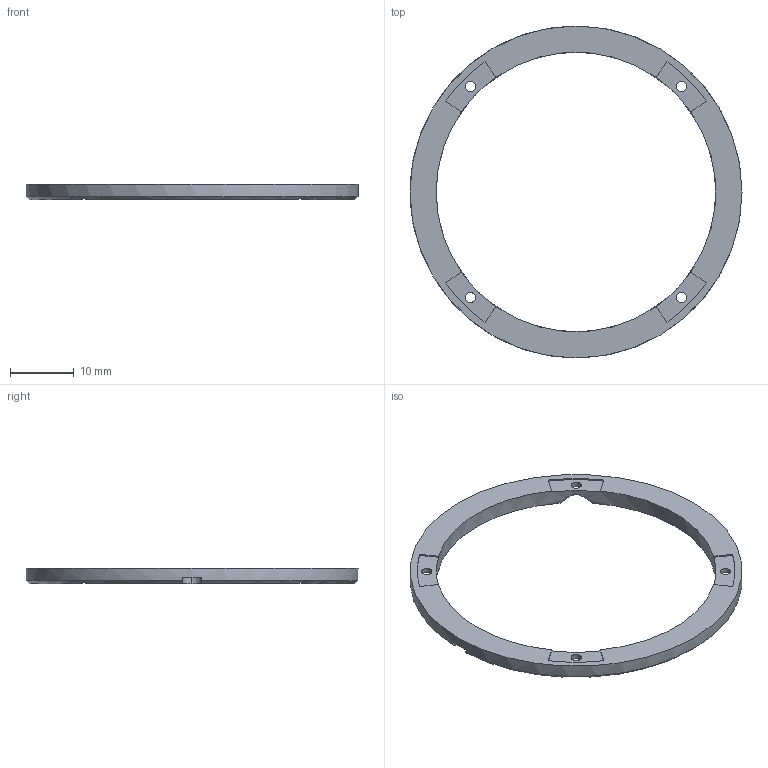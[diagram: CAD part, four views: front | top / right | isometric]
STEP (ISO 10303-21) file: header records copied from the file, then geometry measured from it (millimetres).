
FILE_DESCRIPTION(('HOOPS Exchange Step'),'2;1');
FILE_NAME('temp_export','2023-06-27T15:24:27-04:00',('gmoua'),('Shapr3D Limited'),'HOOPS Exchange 2022.2','Shapr3D','Authorized');
FILE_SCHEMA( ('AUTOMOTIVE_DESIGN { 1 0 10303 214 1 1 1 1 }') );
Length unit declared in the file: millimetre
Products named in the file (1): Leica M Mount Ring
Bounding box: 52 x 52 x 2.5 mm (x, y, z)
Volume: 1401.5 mm3; surface area: 1953.2 mm2
Topology: 1 solids, 1 shells, 46 faces, 138 edges, 93 vertices
Faces by surface type: plane 24, cylinder 12, cone 10
Full cylindrical faces by diameter (mm): 1.6 x4, 43.8 x1, 52 x1
Entity records: 1893 total; most frequent: CARTESIAN_POINT 569, DIRECTION 282, ORIENTED_EDGE 276, EDGE_CURVE 138, AXIS2_PLACEMENT_3D 115, VERTEX_POINT 93, CIRCLE 68, EDGE_LOOP 55
